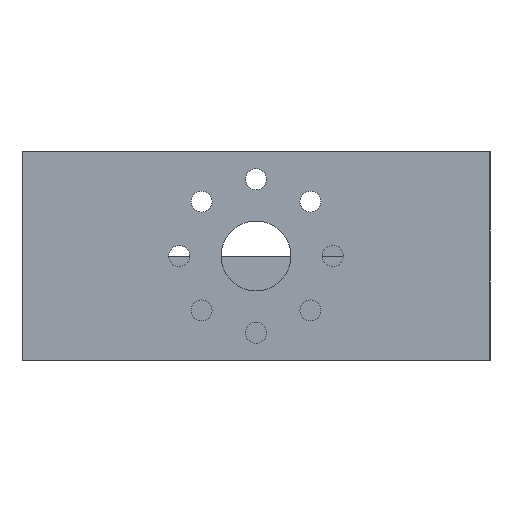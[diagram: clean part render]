
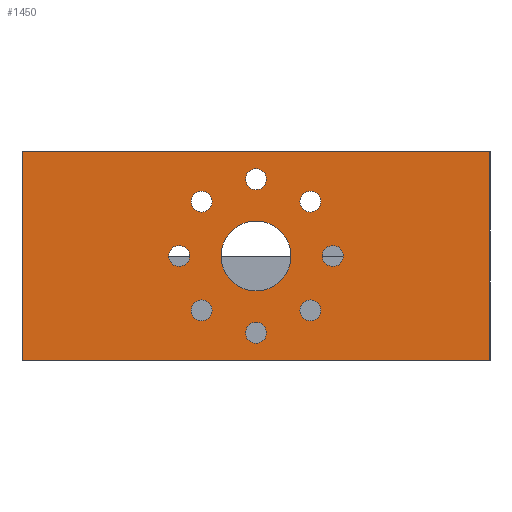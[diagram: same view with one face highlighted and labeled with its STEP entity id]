
A CAD part, left-side view. The second image highlights one B-rep face of the part: STEP entity #1450.
In plain terms, the highlighted planar face has unit normal (-1, 0, 0).
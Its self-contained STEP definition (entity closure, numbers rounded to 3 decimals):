
#34=PLANE('',#1604);
#79=LINE('',#2163,#199);
#87=LINE('',#2179,#207);
#100=LINE('',#2208,#220);
#114=LINE('',#2297,#234);
#199=VECTOR('',#1759,10.);
#207=VECTOR('',#1773,10.);
#220=VECTOR('',#1794,10.);
#234=VECTOR('',#1904,10.);
#336=FACE_BOUND('',#540,.T.);
#337=FACE_BOUND('',#541,.T.);
#338=FACE_BOUND('',#542,.T.);
#339=FACE_BOUND('',#543,.T.);
#340=FACE_BOUND('',#544,.T.);
#341=FACE_BOUND('',#545,.T.);
#342=FACE_BOUND('',#546,.T.);
#343=FACE_BOUND('',#547,.T.);
#344=FACE_BOUND('',#548,.T.);
#426=FACE_OUTER_BOUND('',#539,.T.);
#539=EDGE_LOOP('',(#1166,#1167,#1168,#1169));
#540=EDGE_LOOP('',(#1170));
#541=EDGE_LOOP('',(#1171));
#542=EDGE_LOOP('',(#1172));
#543=EDGE_LOOP('',(#1173));
#544=EDGE_LOOP('',(#1174));
#545=EDGE_LOOP('',(#1175));
#546=EDGE_LOOP('',(#1176));
#547=EDGE_LOOP('',(#1177));
#548=EDGE_LOOP('',(#1178));
#664=CIRCLE('',#1587,5.);
#665=CIRCLE('',#1589,1.5);
#666=CIRCLE('',#1591,1.5);
#667=CIRCLE('',#1593,1.5);
#668=CIRCLE('',#1595,1.5);
#669=CIRCLE('',#1597,1.5);
#670=CIRCLE('',#1599,1.5);
#671=CIRCLE('',#1601,1.5);
#672=CIRCLE('',#1603,1.5);
#725=VERTEX_POINT('',#2160);
#726=VERTEX_POINT('',#2162);
#731=VERTEX_POINT('',#2178);
#743=VERTEX_POINT('',#2207);
#762=VERTEX_POINT('',#2270);
#763=VERTEX_POINT('',#2273);
#764=VERTEX_POINT('',#2276);
#765=VERTEX_POINT('',#2279);
#766=VERTEX_POINT('',#2282);
#767=VERTEX_POINT('',#2285);
#768=VERTEX_POINT('',#2288);
#769=VERTEX_POINT('',#2291);
#770=VERTEX_POINT('',#2294);
#870=EDGE_CURVE('',#725,#726,#79,.T.);
#878=EDGE_CURVE('',#726,#731,#87,.T.);
#893=EDGE_CURVE('',#743,#731,#100,.T.);
#921=EDGE_CURVE('',#762,#762,#664,.T.);
#922=EDGE_CURVE('',#763,#763,#665,.T.);
#923=EDGE_CURVE('',#764,#764,#666,.T.);
#924=EDGE_CURVE('',#765,#765,#667,.T.);
#925=EDGE_CURVE('',#766,#766,#668,.T.);
#926=EDGE_CURVE('',#767,#767,#669,.T.);
#927=EDGE_CURVE('',#768,#768,#670,.T.);
#928=EDGE_CURVE('',#769,#769,#671,.T.);
#929=EDGE_CURVE('',#770,#770,#672,.T.);
#930=EDGE_CURVE('',#743,#725,#114,.T.);
#1166=ORIENTED_EDGE('',*,*,#893,.T.);
#1167=ORIENTED_EDGE('',*,*,#878,.F.);
#1168=ORIENTED_EDGE('',*,*,#870,.F.);
#1169=ORIENTED_EDGE('',*,*,#930,.F.);
#1170=ORIENTED_EDGE('',*,*,#921,.T.);
#1171=ORIENTED_EDGE('',*,*,#922,.T.);
#1172=ORIENTED_EDGE('',*,*,#923,.T.);
#1173=ORIENTED_EDGE('',*,*,#924,.T.);
#1174=ORIENTED_EDGE('',*,*,#925,.T.);
#1175=ORIENTED_EDGE('',*,*,#926,.T.);
#1176=ORIENTED_EDGE('',*,*,#927,.T.);
#1177=ORIENTED_EDGE('',*,*,#928,.T.);
#1178=ORIENTED_EDGE('',*,*,#929,.T.);
#1450=ADVANCED_FACE('',(#426,#336,#337,#338,#339,#340,#341,#342,#343,#344),
#34,.T.);
#1587=AXIS2_PLACEMENT_3D('',#2271,#1868,#1869);
#1589=AXIS2_PLACEMENT_3D('',#2274,#1872,#1873);
#1591=AXIS2_PLACEMENT_3D('',#2277,#1876,#1877);
#1593=AXIS2_PLACEMENT_3D('',#2280,#1880,#1881);
#1595=AXIS2_PLACEMENT_3D('',#2283,#1884,#1885);
#1597=AXIS2_PLACEMENT_3D('',#2286,#1888,#1889);
#1599=AXIS2_PLACEMENT_3D('',#2289,#1892,#1893);
#1601=AXIS2_PLACEMENT_3D('',#2292,#1896,#1897);
#1603=AXIS2_PLACEMENT_3D('',#2295,#1900,#1901);
#1604=AXIS2_PLACEMENT_3D('',#2296,#1902,#1903);
#1759=DIRECTION('',(0.,0.,1.));
#1773=DIRECTION('',(0.,-1.,0.));
#1794=DIRECTION('',(0.,0.,1.));
#1868=DIRECTION('center_axis',(1.,0.,0.));
#1869=DIRECTION('ref_axis',(0.,0.,1.));
#1872=DIRECTION('center_axis',(1.,0.,0.));
#1873=DIRECTION('ref_axis',(0.,0.,1.));
#1876=DIRECTION('center_axis',(1.,0.,0.));
#1877=DIRECTION('ref_axis',(0.,0.,1.));
#1880=DIRECTION('center_axis',(1.,0.,0.));
#1881=DIRECTION('ref_axis',(0.,0.,1.));
#1884=DIRECTION('center_axis',(1.,0.,0.));
#1885=DIRECTION('ref_axis',(0.,0.,1.));
#1888=DIRECTION('center_axis',(1.,0.,0.));
#1889=DIRECTION('ref_axis',(0.,0.,1.));
#1892=DIRECTION('center_axis',(1.,0.,0.));
#1893=DIRECTION('ref_axis',(0.,0.,1.));
#1896=DIRECTION('center_axis',(1.,0.,0.));
#1897=DIRECTION('ref_axis',(0.,0.,1.));
#1900=DIRECTION('center_axis',(1.,0.,0.));
#1901=DIRECTION('ref_axis',(0.,0.,1.));
#1902=DIRECTION('center_axis',(-1.,0.,0.));
#1903=DIRECTION('ref_axis',(0.,-1.,0.));
#1904=DIRECTION('',(0.,1.,0.));
#2160=CARTESIAN_POINT('',(-26.8,49.5,0.));
#2162=CARTESIAN_POINT('',(-26.8,49.5,30.));
#2163=CARTESIAN_POINT('',(-26.8,49.5,15.));
#2178=CARTESIAN_POINT('',(-26.8,-17.5,30.));
#2179=CARTESIAN_POINT('',(-26.8,49.5,30.));
#2207=CARTESIAN_POINT('',(-26.8,-17.5,0.));
#2208=CARTESIAN_POINT('',(-26.8,-17.5,15.));
#2270=CARTESIAN_POINT('',(-26.8,16.,10.));
#2271=CARTESIAN_POINT('Origin',(-26.8,16.,15.));
#2273=CARTESIAN_POINT('',(-26.8,16.,2.5));
#2274=CARTESIAN_POINT('Origin',(-26.8,16.,4.));
#2276=CARTESIAN_POINT('',(-26.8,23.778,5.722));
#2277=CARTESIAN_POINT('Origin',(-26.8,23.778,7.222));
#2279=CARTESIAN_POINT('',(-26.8,8.222,5.722));
#2280=CARTESIAN_POINT('Origin',(-26.8,8.222,7.222));
#2282=CARTESIAN_POINT('',(-26.8,27.,13.5));
#2283=CARTESIAN_POINT('Origin',(-26.8,27.,15.));
#2285=CARTESIAN_POINT('',(-26.8,16.,24.5));
#2286=CARTESIAN_POINT('Origin',(-26.8,16.,26.));
#2288=CARTESIAN_POINT('',(-26.8,8.222,21.278));
#2289=CARTESIAN_POINT('Origin',(-26.8,8.222,22.778));
#2291=CARTESIAN_POINT('',(-26.8,23.778,21.278));
#2292=CARTESIAN_POINT('Origin',(-26.8,23.778,22.778));
#2294=CARTESIAN_POINT('',(-26.8,5.,13.5));
#2295=CARTESIAN_POINT('Origin',(-26.8,5.,15.));
#2296=CARTESIAN_POINT('Origin',(-26.8,49.5,15.));
#2297=CARTESIAN_POINT('',(-26.8,49.5,0.));
